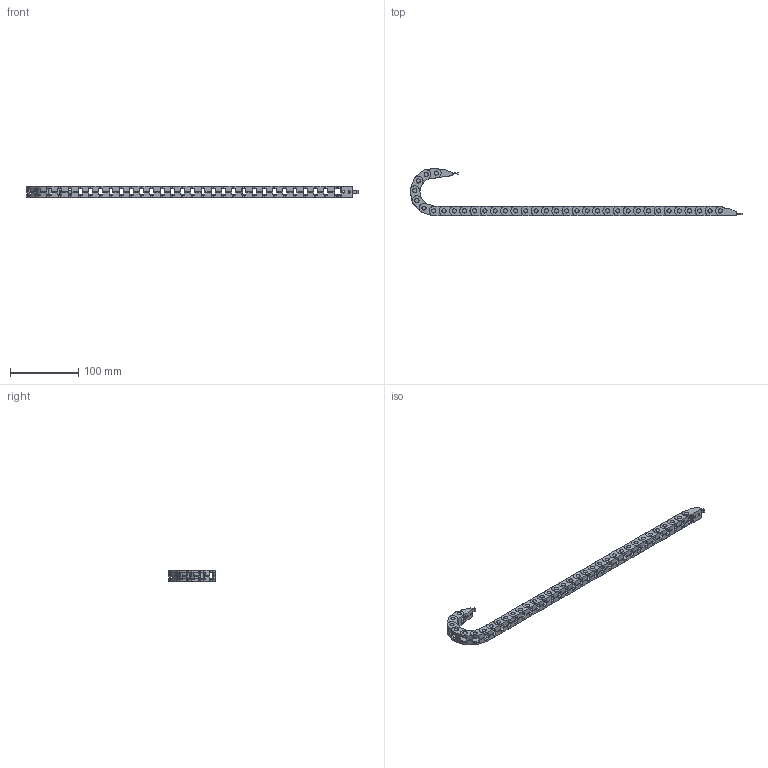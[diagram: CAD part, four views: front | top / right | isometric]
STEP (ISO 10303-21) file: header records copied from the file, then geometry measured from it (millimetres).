
FILE_DESCRIPTION (( 'STEP AP214' ), '1' );
FILE_NAME ('CDC-04X04R11T.STEP', '2024-12-05T19:48:25', ( '' ), ( '' ), 'SwSTEP 2.0', 'SolidWorks 2024', '' );
FILE_SCHEMA (( 'AUTOMOTIVE_DESIGN' ));
Length unit declared in the file: inch
Products named in the file (1): CDC-04X04R11T
Bounding box: 486.88 x 69.52 x 16.7 mm (x, y, z)
Volume: 58378.1 mm3; surface area: 82927.4 mm2
Topology: 36 solids, 36 shells, 2442 faces, 6892 edges, 4592 vertices
Faces by surface type: plane 1654, cylinder 784, cone 4
Full cylindrical faces by diameter (mm): 3.2 x4, 6 x70, 6.15 x68, 6.2 x2
Entity records: 79282 total; most frequent: CARTESIAN_POINT 13983, DIRECTION 13624, ORIENTED_EDGE 13488, EDGE_CURVE 6744, LINE 4614, VECTOR 4614, VERTEX_POINT 4592, AXIS2_PLACEMENT_3D 4505
